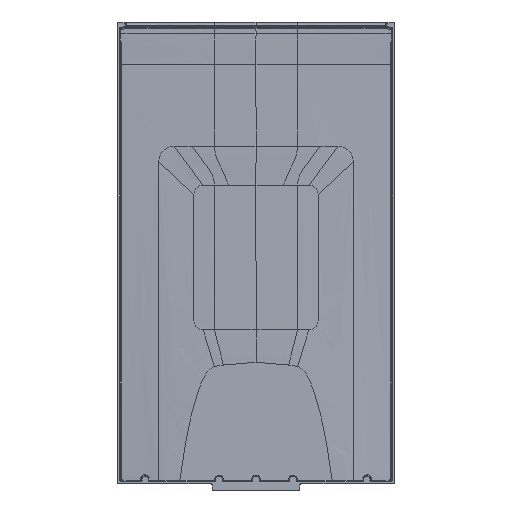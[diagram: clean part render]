
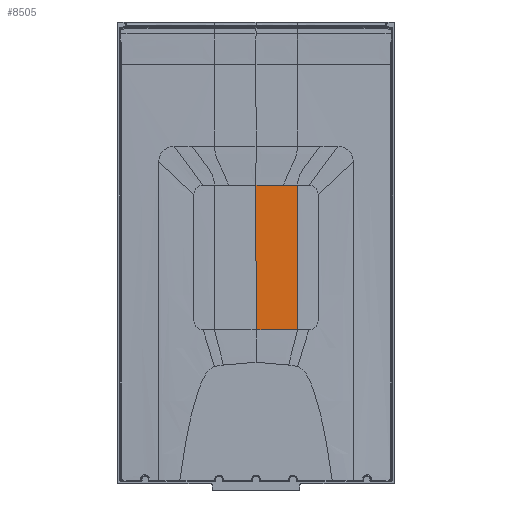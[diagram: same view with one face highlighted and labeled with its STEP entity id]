
A CAD part, front view. The second image highlights one B-rep face of the part: STEP entity #8505.
In plain terms, the highlighted free-form (B-spline) face has degree [3, 3] with [4, 4] control points.
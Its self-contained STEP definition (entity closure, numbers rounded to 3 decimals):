
#1701=CARTESIAN_POINT('',(88.076,-21.488,970.));
#1702=CARTESIAN_POINT('',(58.72,-21.632,970.));
#1703=CARTESIAN_POINT('',(29.36,-21.712,970.001));
#1704=CARTESIAN_POINT('',(0.,-21.712,
970.001));
#1706=CARTESIAN_POINT('',(134.889,-21.205,969.999));
#1707=CARTESIAN_POINT('',(119.286,-21.316,970.));
#1708=CARTESIAN_POINT('',(103.682,-21.411,969.999));
#1709=CARTESIAN_POINT('',(88.076,-21.488,970.));
#1711=CARTESIAN_POINT('',(134.908,-27.411,500.001));
#1712=CARTESIAN_POINT('',(134.907,-25.316,656.668));
#1713=CARTESIAN_POINT('',(134.905,-23.222,813.337));
#1714=CARTESIAN_POINT('',(134.889,-21.205,969.999));
#1716=CARTESIAN_POINT('',(134.908,-27.411,500.001));
#1717=CARTESIAN_POINT('',(90.98,-27.568,499.996));
#1718=CARTESIAN_POINT('',(47.035,-27.662,499.999));
#1719=CARTESIAN_POINT('',(3.096,-27.666,499.999));
#1721=CARTESIAN_POINT('',(3.03,-27.666,500.));
#1722=CARTESIAN_POINT('',(3.039,-27.666,500.005));
#1723=CARTESIAN_POINT('',(3.061,-27.666,500.009));
#1724=CARTESIAN_POINT('',(3.081,-27.666,500.004));
#1725=CARTESIAN_POINT('',(3.096,-27.666,499.999));
#1727=CARTESIAN_POINT('',(0.,-27.666,
500.));
#1728=CARTESIAN_POINT('',(1.01,-27.666,500.));
#1729=CARTESIAN_POINT('',(2.02,-27.666,500.));
#1730=CARTESIAN_POINT('',(3.03,-27.666,500.));
#1732=CARTESIAN_POINT('',(0.,-27.666,
500.));
#1733=CARTESIAN_POINT('',(0.,-25.681,
656.667));
#1734=CARTESIAN_POINT('',(0.,-23.696,
813.334));
#1735=CARTESIAN_POINT('',(0.,-21.712,
970.001));
#1829=CARTESIAN_POINT('',(134.908,-27.411,500.001));
#1834=CARTESIAN_POINT('',(134.889,-21.205,969.999));
#4930=VERTEX_POINT('',#1732);
#4931=VERTEX_POINT('',#1735);
#5076=VERTEX_POINT('',#1834);
#5078=VERTEX_POINT('',#1829);
#5080=VERTEX_POINT('',#1709);
#5081=VERTEX_POINT('',#1721);
#5082=VERTEX_POINT('',#1725);
#8474=CARTESIAN_POINT('',(136.237,-21.135,974.699));
#8475=CARTESIAN_POINT('',(89.937,-21.468,974.699));
#8476=CARTESIAN_POINT('',(43.619,-21.66,974.701));
#8477=CARTESIAN_POINT('',(-2.698,-21.652,
974.701));
#8478=CARTESIAN_POINT('',(136.254,-23.191,814.903));
#8479=CARTESIAN_POINT('',(89.948,-23.504,814.9));
#8480=CARTESIAN_POINT('',(43.624,-23.684,814.9));
#8481=CARTESIAN_POINT('',(-2.698,-23.676,
814.9));
#8482=CARTESIAN_POINT('',(136.255,-25.33,655.105));
#8483=CARTESIAN_POINT('',(89.948,-25.569,655.101));
#8484=CARTESIAN_POINT('',(43.624,-25.707,655.099));
#8485=CARTESIAN_POINT('',(-2.698,-25.701,
655.099));
#8486=CARTESIAN_POINT('',(136.257,-27.468,495.306));
#8487=CARTESIAN_POINT('',(89.947,-27.634,495.3));
#8488=CARTESIAN_POINT('',(43.624,-27.73,495.298));
#8489=CARTESIAN_POINT('',(-2.698,-27.726,
495.298));
#8490=B_SPLINE_SURFACE_WITH_KNOTS('',3,3,((#8474,#8475,#8476,#8477),(#8478,
#8479,#8480,#8481),(#8482,#8483,#8484,#8485),(#8486,#8487,#8488,#8489)),
.UNSPECIFIED.,.F.,.F.,.F.,(4,4),(4,4),(0.35,0.67),(
0.348,0.503),.UNSPECIFIED.);
#8492=ORIENTED_EDGE('',*,*,#8491,.T.);
#8493=ORIENTED_EDGE('',*,*,#8411,.F.);
#8494=ORIENTED_EDGE('',*,*,#8465,.F.);
#8496=ORIENTED_EDGE('',*,*,#8495,.F.);
#8498=ORIENTED_EDGE('',*,*,#8497,.T.);
#8500=ORIENTED_EDGE('',*,*,#8499,.F.);
#8502=ORIENTED_EDGE('',*,*,#8501,.F.);
#8503=EDGE_LOOP('',(#8492,#8493,#8494,#8496,#8498,#8500,#8502));
#8504=FACE_OUTER_BOUND('',#8503,.F.);
#8505=ADVANCED_FACE('',(#8504),#8490,.F.);
#1705=B_SPLINE_CURVE_WITH_KNOTS('',3,(#1701,#1702,#1703,#1704),.UNSPECIFIED.,
.F.,.F.,(4,4),(0.,1.),.UNSPECIFIED.);
#1710=B_SPLINE_CURVE_WITH_KNOTS('',3,(#1706,#1707,#1708,#1709),.UNSPECIFIED.,
.F.,.F.,(4,4),(0.,1.),.UNSPECIFIED.);
#1715=B_SPLINE_CURVE_WITH_KNOTS('',3,(#1711,#1712,#1713,#1714),.UNSPECIFIED.,
.F.,.F.,(4,4),(0.,1.),.UNSPECIFIED.);
#1720=B_SPLINE_CURVE_WITH_KNOTS('',3,(#1716,#1717,#1718,#1719),.UNSPECIFIED.,
.F.,.F.,(4,4),(0.,1.),.UNSPECIFIED.);
#1726=B_SPLINE_CURVE_WITH_KNOTS('',3,(#1721,#1722,#1723,#1724,#1725),
.UNSPECIFIED.,.F.,.F.,(4,1,4),(0.,0.5,1.),.UNSPECIFIED.);
#1731=B_SPLINE_CURVE_WITH_KNOTS('',3,(#1727,#1728,#1729,#1730),.UNSPECIFIED.,
.F.,.F.,(4,4),(0.,1.),.UNSPECIFIED.);
#1736=B_SPLINE_CURVE_WITH_KNOTS('',3,(#1732,#1733,#1734,#1735),.UNSPECIFIED.,
.F.,.F.,(4,4),(0.,1.),.UNSPECIFIED.);
#8411=EDGE_CURVE('',#5080,#4931,#1705,.T.);
#8465=EDGE_CURVE('',#5076,#5080,#1710,.T.);
#8491=EDGE_CURVE('',#4930,#4931,#1736,.T.);
#8495=EDGE_CURVE('',#5078,#5076,#1715,.T.);
#8497=EDGE_CURVE('',#5078,#5082,#1720,.T.);
#8499=EDGE_CURVE('',#5081,#5082,#1726,.T.);
#8501=EDGE_CURVE('',#4930,#5081,#1731,.T.);
